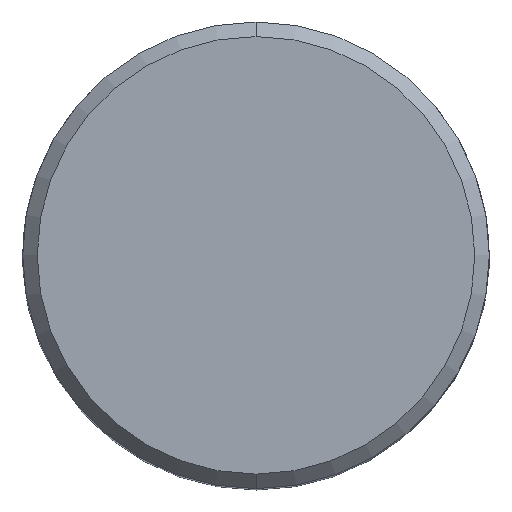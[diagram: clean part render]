
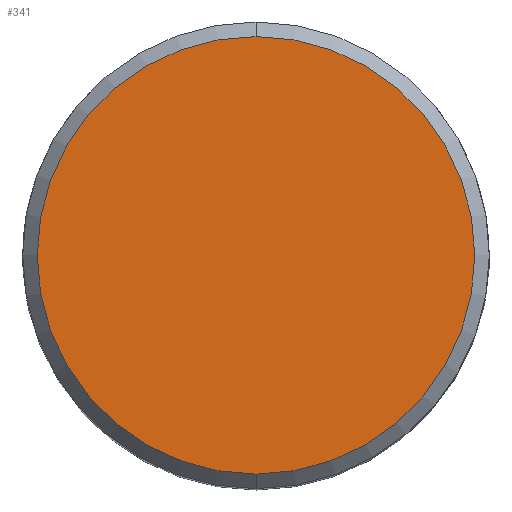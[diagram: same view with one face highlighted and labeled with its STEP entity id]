
A CAD part, top view. The second image highlights one B-rep face of the part: STEP entity #341.
In plain terms, the highlighted planar face has unit normal (0, 0, 1).
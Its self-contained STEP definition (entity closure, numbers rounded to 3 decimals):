
#159=EDGE_CURVE('',#193,#267,#408,.T.);
#193=VERTEX_POINT('',#447);
#267=VERTEX_POINT('',#528);
#287=EDGE_CURVE('',#267,#193,#550,.T.);
#341=ADVANCED_FACE('',(#609),#610,.T.);
#408=CIRCLE('',#674,15.0);
#447=CARTESIAN_POINT('',(0.0,15.0,0.0));
#528=CARTESIAN_POINT('',(0.,-15.0,0.0));
#550=CIRCLE('',#944,15.0);
#609=FACE_OUTER_BOUND('',#1182,.T.);
#610=PLANE('',#1183);
#674=AXIS2_PLACEMENT_3D('',#1319,#1320,#1321);
#944=AXIS2_PLACEMENT_3D('',#1484,#1485,#1486);
#1182=EDGE_LOOP('',(#1544,#1545));
#1183=AXIS2_PLACEMENT_3D('',#1546,#1547,#1548);
#1319=CARTESIAN_POINT('',(0.0,0.0,0.0));
#1320=DIRECTION('',(0.0,0.0,-1.0));
#1321=DIRECTION('',(0.0,1.0,0.0));
#1484=CARTESIAN_POINT('',(0.0,0.0,0.0));
#1485=DIRECTION('',(0.0,0.0,-1.0));
#1486=DIRECTION('',(0.0,1.0,0.0));
#1544=ORIENTED_EDGE('',*,*,#159,.F.);
#1545=ORIENTED_EDGE('',*,*,#287,.F.);
#1546=CARTESIAN_POINT('',(0.0,7.5,0.0));
#1547=DIRECTION('',(-0.0,0.0,1.0));
#1548=DIRECTION('',(0.0,-1.0,0.0));
